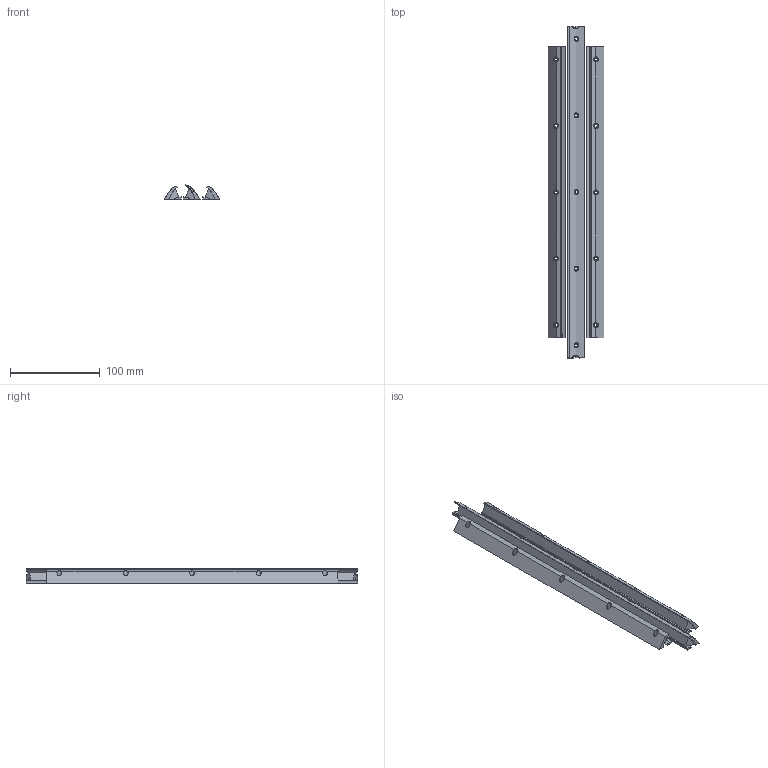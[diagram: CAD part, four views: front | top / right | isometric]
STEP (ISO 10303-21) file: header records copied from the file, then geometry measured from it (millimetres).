
FILE_DESCRIPTION(/* description */ (''),/* implementation_level */ '2;1');
FILE_NAME(/* name */ 'W_LED_~1',/* time_stamp */ '2020-09-05T09:44:28+02:00',/* author */ (''),/* organization */ (''),/* preprocessor_version */ 'ST-DEVELOPER v16.5',/* originating_system */ '',/* authorisation */ '');
FILE_SCHEMA (('AUTOMOTIVE_DESIGN'));
Length unit declared in the file: millimetre
Products named in the file (1): Document
Bounding box: 62.13 x 369 x 15.89 mm (x, y, z)
Volume: 135475.2 mm3; surface area: 64938 mm2
Topology: 3 solids, 3 shells, 127 faces, 359 edges, 236 vertices
Faces by surface type: bspline 70, plane 57
Entity records: 8214 total; most frequent: CARTESIAN_POINT 6025, ORIENTED_EDGE 714, EDGE_CURVE 357, VERTEX_POINT 236, B_SPLINE_CURVE_WITH_KNOTS 231, EDGE_LOOP 157, ADVANCED_FACE 127, FACE_OUTER_BOUND 127
